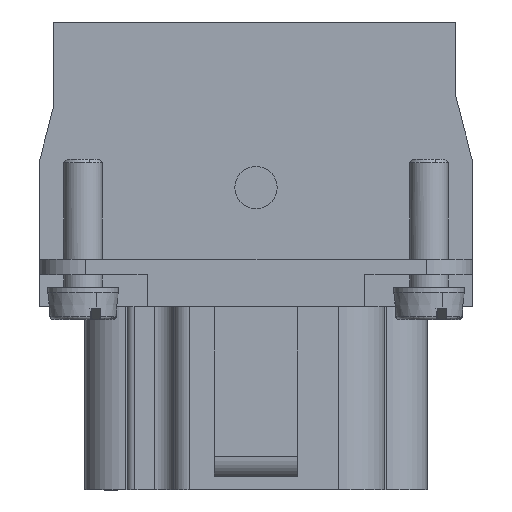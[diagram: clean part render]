
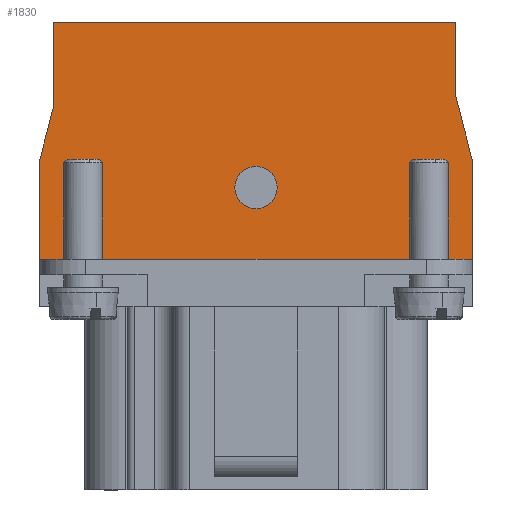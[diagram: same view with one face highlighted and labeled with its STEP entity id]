
A CAD part, left-side view. The second image highlights one B-rep face of the part: STEP entity #1830.
In plain terms, the highlighted planar face has unit normal (-1, 0, 0).
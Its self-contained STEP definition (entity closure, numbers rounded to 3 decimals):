
#368=CIRCLE('',#23188,1.65);
#698=FACE_BOUND('',#4654,.T.);
#699=FACE_BOUND('',#4655,.T.);
#1014=PLANE('',#23189);
#1830=ADVANCED_FACE('',(#698,#699),#1014,.T.);
#4654=EDGE_LOOP('',(#11212,#11213,#11214,#11215,#11216,#11217,#11218,#11219));
#4655=EDGE_LOOP('',(#11220));
#6250=LINE('',#30970,#8325);
#6392=LINE('',#32258,#8476);
#6432=LINE('',#32409,#8516);
#6443=LINE('',#32441,#8527);
#6463=LINE('',#32480,#8547);
#6465=LINE('',#32484,#8549);
#6466=LINE('',#32485,#8550);
#6467=LINE('',#32487,#8551);
#8325=VECTOR('',#24556,1.);
#8476=VECTOR('',#24719,1.);
#8516=VECTOR('',#24833,1.);
#8527=VECTOR('',#24860,1.);
#8547=VECTOR('',#24882,1.);
#8549=VECTOR('',#24886,1.);
#8550=VECTOR('',#24887,1.);
#8551=VECTOR('',#24888,1.);
#11212=ORIENTED_EDGE('',*,*,#19561,.F.);
#11213=ORIENTED_EDGE('',*,*,#19563,.F.);
#11214=ORIENTED_EDGE('',*,*,#19541,.T.);
#11215=ORIENTED_EDGE('',*,*,#19525,.T.);
#11216=ORIENTED_EDGE('',*,*,#19229,.T.);
#11217=ORIENTED_EDGE('',*,*,#19449,.F.);
#11218=ORIENTED_EDGE('',*,*,#19564,.T.);
#11219=ORIENTED_EDGE('',*,*,#19565,.T.);
#11220=ORIENTED_EDGE('',*,*,#19566,.F.);
#17086=VERTEX_POINT('',#30969);
#17087=VERTEX_POINT('',#30971);
#17294=VERTEX_POINT('',#32257);
#17368=VERTEX_POINT('',#32407);
#17382=VERTEX_POINT('',#32442);
#17399=VERTEX_POINT('',#32479);
#17400=VERTEX_POINT('',#32481);
#17401=VERTEX_POINT('',#32486);
#17402=VERTEX_POINT('',#32489);
#19229=EDGE_CURVE('',#17087,#17086,#6250,.T.);
#19449=EDGE_CURVE('',#17294,#17086,#6392,.T.);
#19525=EDGE_CURVE('',#17368,#17087,#6432,.T.);
#19541=EDGE_CURVE('',#17382,#17368,#6443,.T.);
#19561=EDGE_CURVE('',#17399,#17400,#6463,.T.);
#19563=EDGE_CURVE('',#17382,#17399,#6465,.T.);
#19564=EDGE_CURVE('',#17294,#17401,#6466,.T.);
#19565=EDGE_CURVE('',#17401,#17400,#6467,.T.);
#19566=EDGE_CURVE('',#17402,#17402,#368,.T.);
#23188=AXIS2_PLACEMENT_3D('',#32488,#24889,#24890);
#23189=AXIS2_PLACEMENT_3D('',#32490,#24891,#24892);
#24556=DIRECTION('',(0.,0.,1.));
#24719=DIRECTION('',(0.,-1.,0.));
#24833=DIRECTION('',(0.,0.25,0.968));
#24860=DIRECTION('',(0.,0.,1.));
#24882=DIRECTION('',(0.,0.,1.));
#24886=DIRECTION('',(0.,1.,0.));
#24887=DIRECTION('',(0.,0.,-1.));
#24888=DIRECTION('',(0.,0.25,-0.968));
#24889=DIRECTION('',(-1.,0.,0.));
#24890=DIRECTION('',(0.,0.,1.));
#24891=DIRECTION('',(-1.,0.,0.));
#24892=DIRECTION('',(0.,1.,0.));
#30969=CARTESIAN_POINT('',(-29.436,3.362,32.892));
#30970=CARTESIAN_POINT('',(-29.436,3.362,26.697));
#30971=CARTESIAN_POINT('',(-29.436,3.362,27.078));
#32257=CARTESIAN_POINT('',(-29.436,34.762,32.892));
#32258=CARTESIAN_POINT('',(-29.436,5.162,32.892));
#32407=CARTESIAN_POINT('',(-29.436,2.062,22.052));
#32409=CARTESIAN_POINT('',(-29.436,2.512,23.792));
#32441=CARTESIAN_POINT('',(-29.436,2.062,15.792));
#32442=CARTESIAN_POINT('',(-29.436,2.062,14.392));
#32479=CARTESIAN_POINT('',(-29.436,35.862,14.392));
#32480=CARTESIAN_POINT('',(-29.436,35.862,13.192));
#32481=CARTESIAN_POINT('',(-29.436,35.862,22.052));
#32484=CARTESIAN_POINT('',(-29.436,2.062,14.392));
#32485=CARTESIAN_POINT('',(-29.436,34.762,26.697));
#32486=CARTESIAN_POINT('',(-29.436,34.762,26.305));
#32487=CARTESIAN_POINT('',(-29.436,34.662,26.692));
#32488=CARTESIAN_POINT('',(-29.436,18.962,19.992));
#32489=CARTESIAN_POINT('',(-29.436,18.962,21.642));
#32490=CARTESIAN_POINT('',(-29.436,35.862,13.192));
